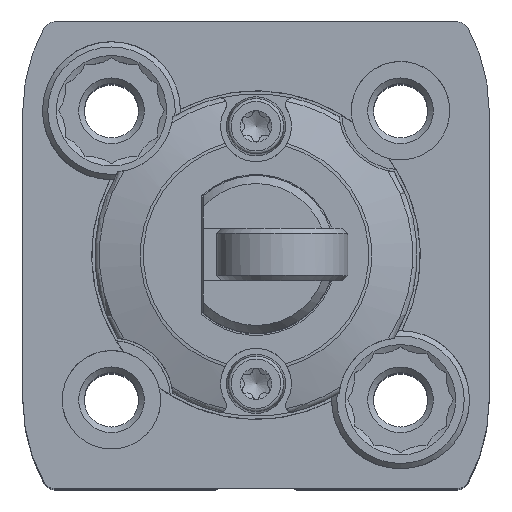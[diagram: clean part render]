
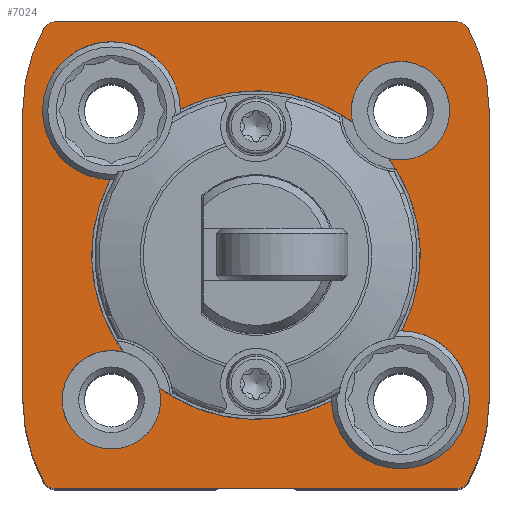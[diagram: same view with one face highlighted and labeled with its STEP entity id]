
A CAD part, top view. The second image highlights one B-rep face of the part: STEP entity #7024.
In plain terms, the highlighted planar face has unit normal (0, 0, 1).
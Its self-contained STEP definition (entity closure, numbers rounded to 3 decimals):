
#70=PLANE('',#7614);
#570=LINE('',#11082,#1065);
#571=LINE('',#11088,#1066);
#572=LINE('',#11094,#1067);
#573=LINE('',#11100,#1068);
#1065=VECTOR('',#8686,1000.);
#1066=VECTOR('',#8691,1000.);
#1067=VECTOR('',#8696,1000.);
#1068=VECTOR('',#8701,1000.);
#1732=ORIENTED_EDGE('',*,*,#3788,.T.);
#1733=ORIENTED_EDGE('',*,*,#3789,.T.);
#1734=ORIENTED_EDGE('',*,*,#3790,.T.);
#1735=ORIENTED_EDGE('',*,*,#3791,.T.);
#1736=ORIENTED_EDGE('',*,*,#3792,.T.);
#1737=ORIENTED_EDGE('',*,*,#3793,.T.);
#1738=ORIENTED_EDGE('',*,*,#3794,.T.);
#1739=ORIENTED_EDGE('',*,*,#3795,.T.);
#1740=ORIENTED_EDGE('',*,*,#3796,.T.);
#1741=ORIENTED_EDGE('',*,*,#3797,.T.);
#1742=ORIENTED_EDGE('',*,*,#3798,.T.);
#1743=ORIENTED_EDGE('',*,*,#3799,.T.);
#1744=ORIENTED_EDGE('',*,*,#3783,.T.);
#1745=ORIENTED_EDGE('',*,*,#3800,.T.);
#1746=ORIENTED_EDGE('',*,*,#3781,.T.);
#1747=ORIENTED_EDGE('',*,*,#3801,.T.);
#1748=ORIENTED_EDGE('',*,*,#3802,.T.);
#1749=ORIENTED_EDGE('',*,*,#3803,.T.);
#1750=ORIENTED_EDGE('',*,*,#3804,.T.);
#1751=ORIENTED_EDGE('',*,*,#3805,.T.);
#3781=EDGE_CURVE('',#4793,#4797,#5408,.T.);
#3783=EDGE_CURVE('',#4800,#4798,#5409,.T.);
#3788=EDGE_CURVE('',#4804,#4805,#5412,.T.);
#3789=EDGE_CURVE('',#4805,#4806,#570,.T.);
#3790=EDGE_CURVE('',#4806,#4807,#5413,.T.);
#3791=EDGE_CURVE('',#4807,#4808,#5414,.T.);
#3792=EDGE_CURVE('',#4808,#4809,#571,.T.);
#3793=EDGE_CURVE('',#4809,#4810,#5415,.T.);
#3794=EDGE_CURVE('',#4810,#4811,#5416,.T.);
#3795=EDGE_CURVE('',#4811,#4812,#572,.T.);
#3796=EDGE_CURVE('',#4812,#4813,#5417,.T.);
#3797=EDGE_CURVE('',#4813,#4814,#5418,.T.);
#3798=EDGE_CURVE('',#4814,#4815,#573,.T.);
#3799=EDGE_CURVE('',#4815,#4804,#5419,.T.);
#3800=EDGE_CURVE('',#4798,#4793,#5420,.F.);
#3801=EDGE_CURVE('',#4797,#4816,#5421,.F.);
#3802=EDGE_CURVE('',#4816,#4817,#5422,.T.);
#3803=EDGE_CURVE('',#4817,#4818,#5423,.F.);
#3804=EDGE_CURVE('',#4818,#4819,#5424,.T.);
#3805=EDGE_CURVE('',#4819,#4800,#5425,.F.);
#4793=VERTEX_POINT('',#11055);
#4797=VERTEX_POINT('',#11063);
#4798=VERTEX_POINT('',#11067);
#4800=VERTEX_POINT('',#11070);
#4804=VERTEX_POINT('',#11080);
#4805=VERTEX_POINT('',#11081);
#4806=VERTEX_POINT('',#11083);
#4807=VERTEX_POINT('',#11085);
#4808=VERTEX_POINT('',#11087);
#4809=VERTEX_POINT('',#11089);
#4810=VERTEX_POINT('',#11091);
#4811=VERTEX_POINT('',#11093);
#4812=VERTEX_POINT('',#11095);
#4813=VERTEX_POINT('',#11097);
#4814=VERTEX_POINT('',#11099);
#4815=VERTEX_POINT('',#11101);
#4816=VERTEX_POINT('',#11105);
#4817=VERTEX_POINT('',#11107);
#4818=VERTEX_POINT('',#11109);
#4819=VERTEX_POINT('',#11111);
#5408=CIRCLE('',#7609,12.5);
#5409=CIRCLE('',#7611,12.5);
#5412=CIRCLE('',#7615,13.);
#5413=CIRCLE('',#7616,13.);
#5414=CIRCLE('',#7617,0.85);
#5415=CIRCLE('',#7618,0.85);
#5416=CIRCLE('',#7619,13.);
#5417=CIRCLE('',#7620,13.);
#5418=CIRCLE('',#7621,0.85);
#5419=CIRCLE('',#7622,0.85);
#5420=CIRCLE('',#7623,5.25);
#5421=CIRCLE('',#7624,3.75);
#5422=CIRCLE('',#7625,12.5);
#5423=CIRCLE('',#7626,5.25);
#5424=CIRCLE('',#7627,12.5);
#5425=CIRCLE('',#7628,3.75);
#5746=EDGE_LOOP('',(#1732,#1733,#1734,#1735,#1736,#1737,#1738,#1739,#1740,
#1741,#1742,#1743));
#5747=EDGE_LOOP('',(#1744,#1745,#1746,#1747,#1748,#1749,#1750,#1751));
#6295=FACE_BOUND('',#5746,.T.);
#6296=FACE_BOUND('',#5747,.T.);
#7024=ADVANCED_FACE('',(#6295,#6296),#70,.T.);
#7609=AXIS2_PLACEMENT_3D('',#11064,#8669,#8670);
#7611=AXIS2_PLACEMENT_3D('',#11069,#8674,#8675);
#7614=AXIS2_PLACEMENT_3D('',#11078,#8682,#8683);
#7615=AXIS2_PLACEMENT_3D('',#11079,#8684,#8685);
#7616=AXIS2_PLACEMENT_3D('',#11084,#8687,#8688);
#7617=AXIS2_PLACEMENT_3D('',#11086,#8689,#8690);
#7618=AXIS2_PLACEMENT_3D('',#11090,#8692,#8693);
#7619=AXIS2_PLACEMENT_3D('',#11092,#8694,#8695);
#7620=AXIS2_PLACEMENT_3D('',#11096,#8697,#8698);
#7621=AXIS2_PLACEMENT_3D('',#11098,#8699,#8700);
#7622=AXIS2_PLACEMENT_3D('',#11102,#8702,#8703);
#7623=AXIS2_PLACEMENT_3D('',#11103,#8704,#8705);
#7624=AXIS2_PLACEMENT_3D('',#11104,#8706,#8707);
#7625=AXIS2_PLACEMENT_3D('',#11106,#8708,#8709);
#7626=AXIS2_PLACEMENT_3D('',#11108,#8710,#8711);
#7627=AXIS2_PLACEMENT_3D('',#11110,#8712,#8713);
#7628=AXIS2_PLACEMENT_3D('',#11112,#8714,#8715);
#8669=DIRECTION('',(0.,0.,-1.));
#8670=DIRECTION('',(-1.,0.,0.));
#8674=DIRECTION('',(0.,0.,-1.));
#8675=DIRECTION('',(-1.,0.,0.));
#8682=DIRECTION('',(0.,0.,1.));
#8683=DIRECTION('',(1.,0.,0.));
#8684=DIRECTION('',(0.,0.,1.));
#8685=DIRECTION('',(1.,0.,0.));
#8686=DIRECTION('',(0.,-1.,0.));
#8687=DIRECTION('',(0.,0.,1.));
#8688=DIRECTION('',(1.,0.,0.));
#8689=DIRECTION('',(0.,0.,1.));
#8690=DIRECTION('',(1.,0.,0.));
#8691=DIRECTION('',(1.,0.,0.));
#8692=DIRECTION('',(0.,0.,1.));
#8693=DIRECTION('',(1.,0.,0.));
#8694=DIRECTION('',(0.,0.,1.));
#8695=DIRECTION('',(1.,0.,0.));
#8696=DIRECTION('',(0.,1.,0.));
#8697=DIRECTION('',(0.,0.,1.));
#8698=DIRECTION('',(1.,0.,0.));
#8699=DIRECTION('',(0.,0.,1.));
#8700=DIRECTION('',(1.,0.,0.));
#8701=DIRECTION('',(-1.,0.,0.));
#8702=DIRECTION('',(0.,0.,1.));
#8703=DIRECTION('',(1.,0.,0.));
#8704=DIRECTION('',(0.,0.,1.));
#8705=DIRECTION('',(1.,0.,0.));
#8706=DIRECTION('',(0.,0.,1.));
#8707=DIRECTION('',(1.,0.,0.));
#8708=DIRECTION('',(0.,0.,-1.));
#8709=DIRECTION('',(-1.,0.,0.));
#8710=DIRECTION('',(0.,0.,1.));
#8711=DIRECTION('',(1.,0.,0.));
#8712=DIRECTION('',(0.,0.,-1.));
#8713=DIRECTION('',(-1.,0.,0.));
#8714=DIRECTION('',(0.,0.,1.));
#8715=DIRECTION('',(1.,0.,0.));
#11055=CARTESIAN_POINT('',(5.751,-11.099,0.));
#11063=CARTESIAN_POINT('',(-7.358,-10.105,0.));
#11064=CARTESIAN_POINT('',(0.,0.,0.));
#11067=CARTESIAN_POINT('',(11.099,-5.751,0.));
#11069=CARTESIAN_POINT('',(0.,0.,0.));
#11070=CARTESIAN_POINT('',(10.105,7.358,0.));
#11078=CARTESIAN_POINT('',(-4.75,11.,0.));
#11079=CARTESIAN_POINT('',(-4.75,11.,0.));
#11080=CARTESIAN_POINT('',(-16.114,17.313,0.));
#11081=CARTESIAN_POINT('',(-17.75,11.,0.));
#11082=CARTESIAN_POINT('',(-17.75,11.,0.));
#11083=CARTESIAN_POINT('',(-17.75,-11.,0.));
#11084=CARTESIAN_POINT('',(-4.75,-11.,0.));
#11085=CARTESIAN_POINT('',(-16.114,-17.313,0.));
#11086=CARTESIAN_POINT('',(-15.371,-16.9,0.));
#11087=CARTESIAN_POINT('',(-15.371,-17.75,0.));
#11088=CARTESIAN_POINT('',(-15.371,-17.75,0.));
#11089=CARTESIAN_POINT('',(15.371,-17.75,0.));
#11090=CARTESIAN_POINT('',(15.371,-16.9,0.));
#11091=CARTESIAN_POINT('',(16.114,-17.313,0.));
#11092=CARTESIAN_POINT('',(4.75,-11.,0.));
#11093=CARTESIAN_POINT('',(17.75,-11.,0.));
#11094=CARTESIAN_POINT('',(17.75,-11.,0.));
#11095=CARTESIAN_POINT('',(17.75,11.,0.));
#11096=CARTESIAN_POINT('',(4.75,11.,0.));
#11097=CARTESIAN_POINT('',(16.114,17.313,0.));
#11098=CARTESIAN_POINT('',(15.371,16.9,0.));
#11099=CARTESIAN_POINT('',(15.371,17.75,0.));
#11100=CARTESIAN_POINT('',(15.371,17.75,0.));
#11101=CARTESIAN_POINT('',(-15.371,17.75,0.));
#11102=CARTESIAN_POINT('',(-15.371,16.9,0.));
#11103=CARTESIAN_POINT('',(11.,-11.,0.));
#11104=CARTESIAN_POINT('',(-11.,-11.,0.));
#11105=CARTESIAN_POINT('',(-10.105,-7.358,0.));
#11106=CARTESIAN_POINT('',(0.,0.,0.));
#11107=CARTESIAN_POINT('',(-11.099,5.751,0.));
#11108=CARTESIAN_POINT('',(-11.,11.,0.));
#11109=CARTESIAN_POINT('',(-5.751,11.099,0.));
#11110=CARTESIAN_POINT('',(0.,0.,0.));
#11111=CARTESIAN_POINT('',(7.358,10.105,0.));
#11112=CARTESIAN_POINT('',(11.,11.,0.));
